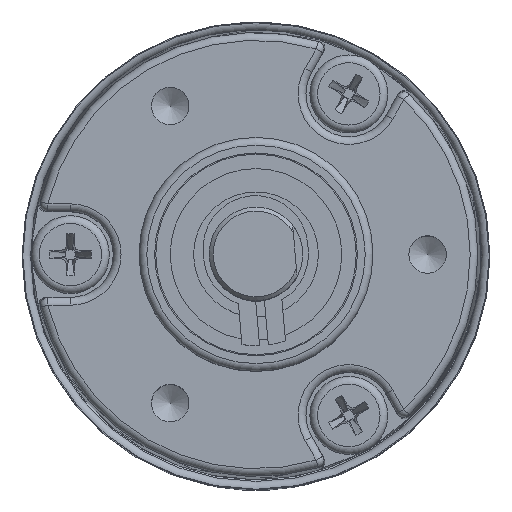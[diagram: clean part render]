
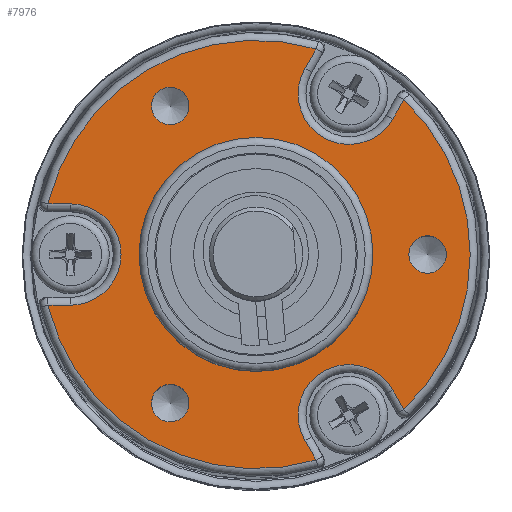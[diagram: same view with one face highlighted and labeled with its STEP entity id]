
A CAD part, top view. The second image highlights one B-rep face of the part: STEP entity #7976.
In plain terms, the highlighted planar face has unit normal (0, 0, 1).
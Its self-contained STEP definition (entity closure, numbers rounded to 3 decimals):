
#3427=LINE('',#35936,#6074);
#3428=LINE('',#35940,#6075);
#3429=LINE('',#35944,#6076);
#3430=LINE('',#35948,#6077);
#3431=LINE('',#35952,#6078);
#3432=LINE('',#35956,#6079);
#6074=VECTOR('',#28958,1.);
#6075=VECTOR('',#28961,1.);
#6076=VECTOR('',#28964,1.);
#6077=VECTOR('',#28967,1.);
#6078=VECTOR('',#28970,1.);
#6079=VECTOR('',#28973,1.);
#7976=ADVANCED_FACE('',(#9893,#9894,#9895,#9896,#9897),#9262,.T.);
#9262=PLANE('',#25458);
#9893=FACE_BOUND('',#10652,.T.);
#9894=FACE_BOUND('',#10653,.T.);
#9895=FACE_BOUND('',#10654,.T.);
#9896=FACE_BOUND('',#10655,.T.);
#9897=FACE_BOUND('',#10656,.T.);
#10652=EDGE_LOOP('',(#14192));
#10653=EDGE_LOOP('',(#14193));
#10654=EDGE_LOOP('',(#14194));
#10655=EDGE_LOOP('',(#14195,#14196,#14197,#14198,#14199,#14200,#14201,#14202,
#14203,#14204,#14205,#14206));
#10656=EDGE_LOOP('',(#14207));
#14192=ORIENTED_EDGE('',*,*,#22220,.T.);
#14193=ORIENTED_EDGE('',*,*,#22221,.T.);
#14194=ORIENTED_EDGE('',*,*,#22222,.T.);
#14195=ORIENTED_EDGE('',*,*,#22223,.T.);
#14196=ORIENTED_EDGE('',*,*,#22224,.T.);
#14197=ORIENTED_EDGE('',*,*,#22225,.T.);
#14198=ORIENTED_EDGE('',*,*,#22226,.T.);
#14199=ORIENTED_EDGE('',*,*,#22227,.T.);
#14200=ORIENTED_EDGE('',*,*,#22228,.T.);
#14201=ORIENTED_EDGE('',*,*,#22229,.T.);
#14202=ORIENTED_EDGE('',*,*,#22230,.T.);
#14203=ORIENTED_EDGE('',*,*,#22231,.T.);
#14204=ORIENTED_EDGE('',*,*,#22232,.T.);
#14205=ORIENTED_EDGE('',*,*,#22233,.T.);
#14206=ORIENTED_EDGE('',*,*,#22234,.T.);
#14207=ORIENTED_EDGE('',*,*,#22235,.F.);
#19505=VERTEX_POINT('',#35928);
#19506=VERTEX_POINT('',#35930);
#19507=VERTEX_POINT('',#35932);
#19508=VERTEX_POINT('',#35934);
#19509=VERTEX_POINT('',#35935);
#19510=VERTEX_POINT('',#35937);
#19511=VERTEX_POINT('',#35939);
#19512=VERTEX_POINT('',#35941);
#19513=VERTEX_POINT('',#35943);
#19514=VERTEX_POINT('',#35945);
#19515=VERTEX_POINT('',#35947);
#19516=VERTEX_POINT('',#35949);
#19517=VERTEX_POINT('',#35951);
#19518=VERTEX_POINT('',#35953);
#19519=VERTEX_POINT('',#35955);
#19520=VERTEX_POINT('',#35958);
#22220=EDGE_CURVE('',#19505,#19505,#24464,.T.);
#22221=EDGE_CURVE('',#19506,#19506,#24465,.T.);
#22222=EDGE_CURVE('',#19507,#19507,#24466,.T.);
#22223=EDGE_CURVE('',#19508,#19509,#24467,.T.);
#22224=EDGE_CURVE('',#19509,#19510,#3427,.T.);
#22225=EDGE_CURVE('',#19510,#19511,#24468,.T.);
#22226=EDGE_CURVE('',#19511,#19512,#3428,.T.);
#22227=EDGE_CURVE('',#19512,#19513,#24469,.T.);
#22228=EDGE_CURVE('',#19513,#19514,#3429,.T.);
#22229=EDGE_CURVE('',#19514,#19515,#24470,.T.);
#22230=EDGE_CURVE('',#19515,#19516,#3430,.T.);
#22231=EDGE_CURVE('',#19516,#19517,#24471,.T.);
#22232=EDGE_CURVE('',#19517,#19518,#3431,.T.);
#22233=EDGE_CURVE('',#19518,#19519,#24472,.T.);
#22234=EDGE_CURVE('',#19519,#19508,#3432,.T.);
#22235=EDGE_CURVE('',#19520,#19520,#24473,.T.);
#24464=CIRCLE('',#25448,1.2);
#24465=CIRCLE('',#25449,1.2);
#24466=CIRCLE('',#25450,1.2);
#24467=CIRCLE('',#25451,13.731);
#24468=CIRCLE('',#25452,3.25);
#24469=CIRCLE('',#25453,13.731);
#24470=CIRCLE('',#25454,3.25);
#24471=CIRCLE('',#25455,13.731);
#24472=CIRCLE('',#25456,3.25);
#24473=CIRCLE('',#25457,7.5);
#25448=AXIS2_PLACEMENT_3D('',#35927,#28950,#28951);
#25449=AXIS2_PLACEMENT_3D('',#35929,#28952,#28953);
#25450=AXIS2_PLACEMENT_3D('',#35931,#28954,#28955);
#25451=AXIS2_PLACEMENT_3D('',#35933,#28956,#28957);
#25452=AXIS2_PLACEMENT_3D('',#35938,#28959,#28960);
#25453=AXIS2_PLACEMENT_3D('',#35942,#28962,#28963);
#25454=AXIS2_PLACEMENT_3D('',#35946,#28965,#28966);
#25455=AXIS2_PLACEMENT_3D('',#35950,#28968,#28969);
#25456=AXIS2_PLACEMENT_3D('',#35954,#28971,#28972);
#25457=AXIS2_PLACEMENT_3D('',#35957,#28974,#28975);
#25458=AXIS2_PLACEMENT_3D('',#35959,#28976,#28977);
#28950=DIRECTION('',(0.,0.,-1.));
#28951=DIRECTION('',(0.5,-0.866,0.));
#28952=DIRECTION('',(0.,0.,-1.));
#28953=DIRECTION('',(-1.,0.,0.));
#28954=DIRECTION('',(0.,0.,-1.));
#28955=DIRECTION('',(0.5,0.866,0.));
#28956=DIRECTION('',(0.,0.,1.));
#28957=DIRECTION('',(-0.5,-0.866,0.));
#28958=DIRECTION('',(-0.5,0.866,0.));
#28959=DIRECTION('',(0.,0.,-1.));
#28960=DIRECTION('',(-0.5,-0.866,0.));
#28961=DIRECTION('',(0.5,-0.866,0.));
#28962=DIRECTION('',(0.,0.,1.));
#28963=DIRECTION('',(-0.5,-0.866,0.));
#28964=DIRECTION('',(-0.5,-0.866,0.));
#28965=DIRECTION('',(0.,0.,-1.));
#28966=DIRECTION('',(-0.5,-0.866,0.));
#28967=DIRECTION('',(0.5,0.866,0.));
#28968=DIRECTION('',(0.,0.,1.));
#28969=DIRECTION('',(-0.5,-0.866,0.));
#28970=DIRECTION('',(1.,0.,0.));
#28971=DIRECTION('',(0.,0.,-1.));
#28972=DIRECTION('',(-0.5,-0.866,0.));
#28973=DIRECTION('',(-1.,0.,0.));
#28974=DIRECTION('',(0.,0.,1.));
#28975=DIRECTION('',(-0.5,-0.866,0.));
#28976=DIRECTION('',(0.,0.,1.));
#28977=DIRECTION('',(-0.5,-0.866,0.));
#35927=CARTESIAN_POINT('',(-5.5,9.526,20.5));
#35928=CARTESIAN_POINT('',(-4.9,8.487,20.5));
#35929=CARTESIAN_POINT('',(11.,0.,20.5));
#35930=CARTESIAN_POINT('',(9.8,0.,20.5));
#35931=CARTESIAN_POINT('',(-5.5,-9.526,20.5));
#35932=CARTESIAN_POINT('',(-4.9,-8.487,20.5));
#35933=CARTESIAN_POINT('',(0.,0.,20.5));
#35934=CARTESIAN_POINT('',(-13.34,-3.25,20.5));
#35935=CARTESIAN_POINT('',(3.856,-13.178,20.5));
#35936=CARTESIAN_POINT('',(3.135,-11.931,20.5));
#35937=CARTESIAN_POINT('',(3.135,-11.931,20.5));
#35938=CARTESIAN_POINT('',(5.95,-10.306,20.5));
#35939=CARTESIAN_POINT('',(8.765,-8.681,20.5));
#35940=CARTESIAN_POINT('',(2.815,1.625,20.5));
#35941=CARTESIAN_POINT('',(9.485,-9.928,20.5));
#35942=CARTESIAN_POINT('',(0.,0.,20.5));
#35943=CARTESIAN_POINT('',(9.485,9.928,20.5));
#35944=CARTESIAN_POINT('',(8.765,8.681,20.5));
#35945=CARTESIAN_POINT('',(8.765,8.681,20.5));
#35946=CARTESIAN_POINT('',(5.95,10.306,20.5));
#35947=CARTESIAN_POINT('',(3.135,11.931,20.5));
#35948=CARTESIAN_POINT('',(-2.815,1.625,20.5));
#35949=CARTESIAN_POINT('',(3.856,13.178,20.5));
#35950=CARTESIAN_POINT('',(0.,0.,20.5));
#35951=CARTESIAN_POINT('',(-13.34,3.25,20.5));
#35952=CARTESIAN_POINT('',(-11.9,3.25,20.5));
#35953=CARTESIAN_POINT('',(-11.9,3.25,20.5));
#35954=CARTESIAN_POINT('',(-11.9,0.,20.5));
#35955=CARTESIAN_POINT('',(-11.9,-3.25,20.5));
#35956=CARTESIAN_POINT('',(0.,-3.25,20.5));
#35957=CARTESIAN_POINT('',(0.,0.,
20.5));
#35958=CARTESIAN_POINT('',(-3.75,-6.495,20.5));
#35959=CARTESIAN_POINT('',(0.,0.,20.5));
